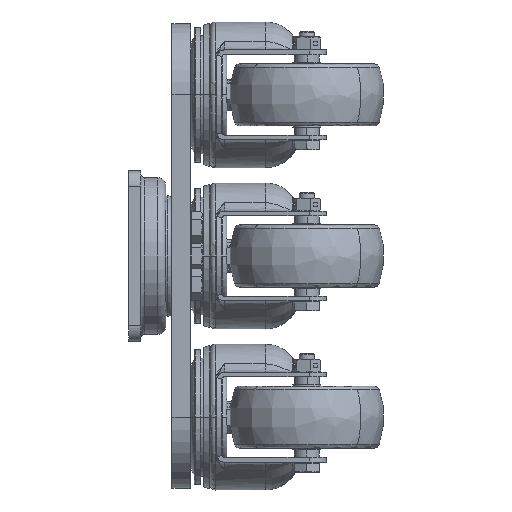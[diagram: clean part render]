
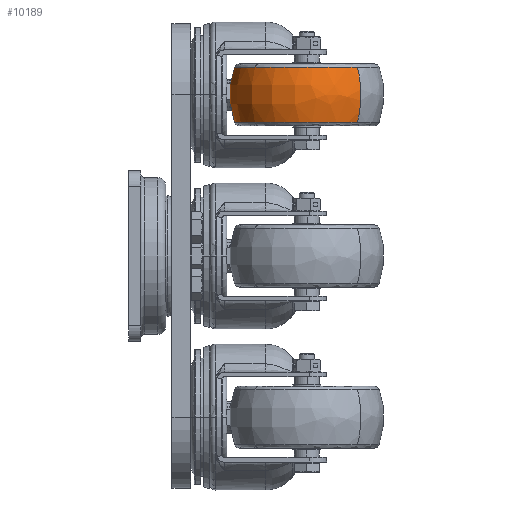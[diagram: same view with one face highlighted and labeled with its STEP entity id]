
A CAD part, left-side view. The second image highlights one B-rep face of the part: STEP entity #10189.
In plain terms, the highlighted free-form (B-spline) face has degree [3, 3] with [4, 4] control points.
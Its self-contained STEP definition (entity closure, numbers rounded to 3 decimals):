
#4181 =( BOUNDED_SURFACE ( )  B_SPLINE_SURFACE ( 3, 3, ( 
 ( #14214, #60073, #54753, #43249 ),
 ( #19982, #65942, #31528, #72051 ),
 ( #49127, #65689, #13447, #19740 ),
 ( #60318, #60813, #31266, #66443 ) ),
 .UNSPECIFIED., .F., .F., .F. ) 
 B_SPLINE_SURFACE_WITH_KNOTS ( ( 4, 4 ),
 ( 4, 4 ),
 ( 0., 1. ),
 ( 0., 1. ),
 .UNSPECIFIED. ) 
 GEOMETRIC_REPRESENTATION_ITEM ( )  RATIONAL_B_SPLINE_SURFACE ( (
 ( 1., 0.333, 0.333, 1.),
 ( 0.957, 0.319, 0.319, 0.957),
 ( 0.957, 0.319, 0.319, 0.957),
 ( 1., 0.333, 0.333, 1.) ) ) 
 REPRESENTATION_ITEM ( '' )  SURFACE ( )  );
#5129 = FACE_OUTER_BOUND ( 'NONE', #31260, .T. ) ;
#5145 = AXIS2_PLACEMENT_3D ( 'NONE', #65465, #58865, #18544 ) ;
#5515 = DIRECTION ( 'NONE',  ( 0.716, 0.699, 0. ) ) ;
#5944 = DIRECTION ( 'NONE',  ( 0., 0., -1. ) ) ;
#6886 = EDGE_CURVE ( 'NONE', #53839, #63117, #17949, .T. ) ;
#7311 = CARTESIAN_POINT ( 'NONE',  ( 34.447, -54.343, 86.181 ) ) ;
#7664 = AXIS2_PLACEMENT_3D ( 'NONE', #45842, #50969, #11153 ) ;
#10189 = ADVANCED_FACE ( 'NONE', ( #5129 ), #4181, .T. ) ;
#11153 = DIRECTION ( 'NONE',  ( 0., 0., 1. ) ) ;
#12597 = DIRECTION ( 'NONE',  ( 0.716, 0.699, 0. ) ) ;
#12704 = CARTESIAN_POINT ( 'NONE',  ( 1., -87., 121.665 ) ) ;
#13447 = CARTESIAN_POINT ( 'NONE',  ( -107.031, -49.55, 97.741 ) ) ;
#13576 = ORIENTED_EDGE ( 'NONE', *, *, #22982, .T. ) ;
#14214 = CARTESIAN_POINT ( 'NONE',  ( 34.447, -54.343, 121.665 ) ) ;
#15470 = ORIENTED_EDGE ( 'NONE', *, *, #6886, .T. ) ;
#16167 = CARTESIAN_POINT ( 'NONE',  ( -32.447, -119.657, 86.181 ) ) ;
#17949 = CIRCLE ( 'NONE', #38936, 46.746 ) ;
#18230 = EDGE_CURVE ( 'NONE', #53839, #40515, #53979, .T. ) ;
#18516 = DIRECTION ( 'NONE',  ( 0., 0., -1. ) ) ;
#18544 = DIRECTION ( 'NONE',  ( 0.716, 0.699, 0. ) ) ;
#18593 = ORIENTED_EDGE ( 'NONE', *, *, #18230, .F. ) ;
#19315 = AXIS2_PLACEMENT_3D ( 'NONE', #62885, #39971, #5515 ) ;
#19740 = CARTESIAN_POINT ( 'NONE',  ( -35.586, -122.723, 97.741 ) ) ;
#19982 = CARTESIAN_POINT ( 'NONE',  ( 37.586, -51.277, 110.105 ) ) ;
#20933 = AXIS2_PLACEMENT_3D ( 'NONE', #35022, #5944, #12597 ) ;
#22024 = CIRCLE ( 'NONE', #5145, 46.746 ) ;
#22982 = EDGE_CURVE ( 'NONE', #55502, #66809, #61159, .T. ) ;
#24851 = DIRECTION ( 'NONE',  ( 0.716, 0.699, 0. ) ) ;
#28488 = CARTESIAN_POINT ( 'NONE',  ( -32.447, -119.657, 121.665 ) ) ;
#31260 = EDGE_LOOP ( 'NONE', ( #18593, #15470, #64601, #13576, #31439, #51136 ) ) ;
#31266 = CARTESIAN_POINT ( 'NONE',  ( -97.762, -52.763, 86.181 ) ) ;
#31439 = ORIENTED_EDGE ( 'NONE', *, *, #71256, .T. ) ;
#31528 = CARTESIAN_POINT ( 'NONE',  ( -107.031, -49.55, 110.105 ) ) ;
#32726 = CIRCLE ( 'NONE', #19315, 46.746 ) ;
#33438 = CARTESIAN_POINT ( 'NONE',  ( 34.447, -54.343, 121.665 ) ) ;
#33572 = DIRECTION ( 'NONE',  ( 0.699, -0.716, 0. ) ) ;
#35022 = CARTESIAN_POINT ( 'NONE',  ( 1., -87., 121.665 ) ) ;
#38936 = AXIS2_PLACEMENT_3D ( 'NONE', #12704, #18516, #24851 ) ;
#39971 = DIRECTION ( 'NONE',  ( 0., 0., 1. ) ) ;
#40390 = CIRCLE ( 'NONE', #20933, 46.746 ) ;
#40515 = VERTEX_POINT ( 'NONE', #16167 ) ;
#41839 = EDGE_CURVE ( 'NONE', #63117, #55502, #40390, .T. ) ;
#43249 = CARTESIAN_POINT ( 'NONE',  ( -32.447, -119.657, 121.665 ) ) ;
#45083 = VERTEX_POINT ( 'NONE', #74936 ) ;
#45842 = CARTESIAN_POINT ( 'NONE',  ( 1., -87., 103.923 ) ) ;
#48307 = AXIS2_PLACEMENT_3D ( 'NONE', #57282, #33572, #73903 ) ;
#49127 = CARTESIAN_POINT ( 'NONE',  ( 37.586, -51.277, 97.741 ) ) ;
#50969 = DIRECTION ( 'NONE',  ( -0.699, 0.716, 0. ) ) ;
#51136 = ORIENTED_EDGE ( 'NONE', *, *, #66487, .T. ) ;
#53839 = VERTEX_POINT ( 'NONE', #28488 ) ;
#53979 = CIRCLE ( 'NONE', #48307, 50. ) ;
#54753 = CARTESIAN_POINT ( 'NONE',  ( -97.762, -52.763, 121.665 ) ) ;
#55502 = VERTEX_POINT ( 'NONE', #33438 ) ;
#57282 = CARTESIAN_POINT ( 'NONE',  ( 1., -87., 103.923 ) ) ;
#58865 = DIRECTION ( 'NONE',  ( 0., 0., 1. ) ) ;
#60073 = CARTESIAN_POINT ( 'NONE',  ( -30.868, 12.552, 121.665 ) ) ;
#60318 = CARTESIAN_POINT ( 'NONE',  ( 34.447, -54.343, 86.181 ) ) ;
#60813 = CARTESIAN_POINT ( 'NONE',  ( -30.868, 12.552, 86.181 ) ) ;
#61159 = CIRCLE ( 'NONE', #7664, 50. ) ;
#61850 = CARTESIAN_POINT ( 'NONE',  ( -31.657, -53.553, 121.665 ) ) ;
#62885 = CARTESIAN_POINT ( 'NONE',  ( 1., -87., 86.181 ) ) ;
#63117 = VERTEX_POINT ( 'NONE', #61850 ) ;
#64601 = ORIENTED_EDGE ( 'NONE', *, *, #41839, .T. ) ;
#65465 = CARTESIAN_POINT ( 'NONE',  ( 1., -87., 86.181 ) ) ;
#65689 = CARTESIAN_POINT ( 'NONE',  ( -33.859, 21.895, 97.741 ) ) ;
#65942 = CARTESIAN_POINT ( 'NONE',  ( -33.859, 21.895, 110.105 ) ) ;
#66443 = CARTESIAN_POINT ( 'NONE',  ( -32.447, -119.657, 86.181 ) ) ;
#66487 = EDGE_CURVE ( 'NONE', #45083, #40515, #32726, .T. ) ;
#66809 = VERTEX_POINT ( 'NONE', #7311 ) ;
#71256 = EDGE_CURVE ( 'NONE', #66809, #45083, #22024, .T. ) ;
#72051 = CARTESIAN_POINT ( 'NONE',  ( -35.586, -122.723, 110.105 ) ) ;
#73903 = DIRECTION ( 'NONE',  ( 0., 0., 1. ) ) ;
#74936 = CARTESIAN_POINT ( 'NONE',  ( -31.657, -53.553, 86.181 ) ) ;
